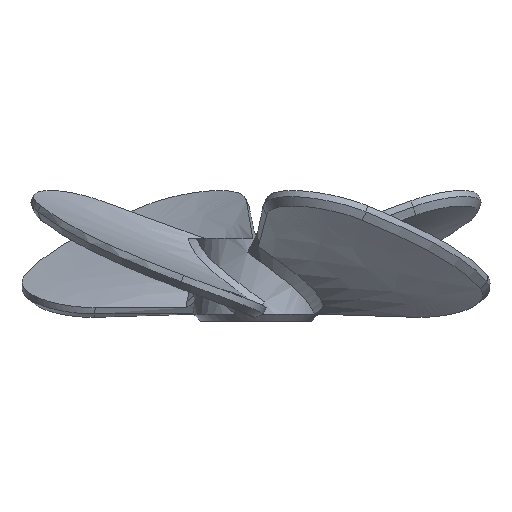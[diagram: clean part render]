
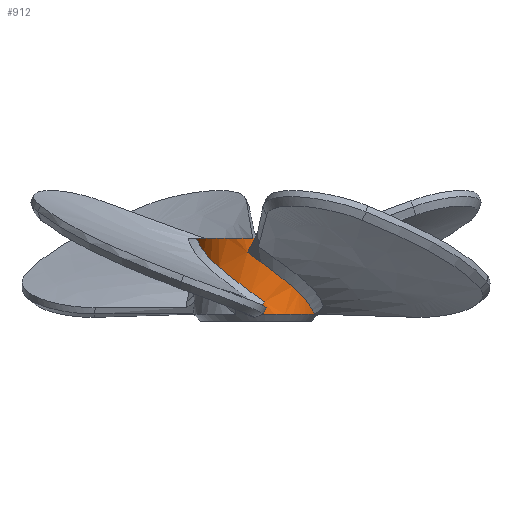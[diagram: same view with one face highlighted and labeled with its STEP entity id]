
A CAD part, front view. The second image highlights one B-rep face of the part: STEP entity #912.
In plain terms, the highlighted free-form (B-spline) face has degree [2, 1] with [3, 2] control points.
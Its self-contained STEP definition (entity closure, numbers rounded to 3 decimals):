
#912 = ADVANCED_FACE('',(#913),#1013,.T.);
#913 = FACE_BOUND('',#914,.T.);
#914 = EDGE_LOOP('',(#915,#926,#934,#957,#966,#975,#983,#1006));
#915 = ORIENTED_EDGE('',*,*,#916,.F.);
#916 = EDGE_CURVE('',#917,#919,#921,.T.);
#917 = VERTEX_POINT('',#918);
#918 = CARTESIAN_POINT('',(-0.278,-11.38,
    -1.267));
#919 = VERTEX_POINT('',#920);
#920 = CARTESIAN_POINT('',(0.708,-11.361,0.));
#921 = B_SPLINE_CURVE_WITH_KNOTS('',3,(#922,#923,#924,#925),
  .UNSPECIFIED.,.F.,.F.,(4,4),(1.04,2.831),
  .PIECEWISE_BEZIER_KNOTS.);
#922 = CARTESIAN_POINT('',(-0.278,-11.38,
    -1.267));
#923 = CARTESIAN_POINT('',(0.052,-11.388,
    -0.846));
#924 = CARTESIAN_POINT('',(0.38,-11.381,-0.423)
  );
#925 = CARTESIAN_POINT('',(0.708,-11.361,
    0.));
#926 = ORIENTED_EDGE('',*,*,#927,.T.);
#927 = EDGE_CURVE('',#917,#928,#930,.T.);
#928 = VERTEX_POINT('',#929);
#929 = CARTESIAN_POINT('',(10.742,-3.767,
    -1.267));
#930 = ( BOUNDED_CURVE() B_SPLINE_CURVE(2,(#931,#932,#933),
.UNSPECIFIED.,.F.,.F.) B_SPLINE_CURVE_WITH_KNOTS((3,3),(4.688,
5.946),.PIECEWISE_BEZIER_KNOTS.) CURVE() 
GEOMETRIC_REPRESENTATION_ITEM() RATIONAL_B_SPLINE_CURVE((1.,
0.809,1.)) REPRESENTATION_ITEM('') );
#931 = CARTESIAN_POINT('',(-0.278,-11.38,
    -1.267));
#932 = CARTESIAN_POINT('',(8.001,-11.582,
    -1.267));
#933 = CARTESIAN_POINT('',(10.742,-3.767,
    -1.267));
#934 = ORIENTED_EDGE('',*,*,#935,.F.);
#935 = EDGE_CURVE('',#936,#928,#938,.T.);
#936 = VERTEX_POINT('',#937);
#937 = CARTESIAN_POINT('',(-1.56,-11.276,
    10.152));
#938 = B_SPLINE_CURVE_WITH_KNOTS('',5,(#939,#940,#941,#942,#943,#944,
    #945,#946,#947,#948,#949,#950,#951,#952,#953,#954,#955,#956),
  .UNSPECIFIED.,.F.,.F.,(6,3,3,3,3,6),(20.536,23.62,
    26.703,38.409,44.254,56.438),
  .UNSPECIFIED.);
#939 = CARTESIAN_POINT('',(-1.56,-11.276,
    10.152));
#940 = CARTESIAN_POINT('',(-1.306,-11.311,
    9.96));
#941 = CARTESIAN_POINT('',(-1.05,-11.339,
    9.767));
#942 = CARTESIAN_POINT('',(-0.79,-11.36,
    9.571));
#943 = CARTESIAN_POINT('',(-0.266,-11.388,
    9.177));
#944 = CARTESIAN_POINT('',(0.265,-11.385,8.779
    ));
#945 = CARTESIAN_POINT('',(0.531,-11.375,8.579
    ));
#946 = CARTESIAN_POINT('',(1.815,-11.293,7.619
    ));
#947 = CARTESIAN_POINT('',(3.11,-11.025,6.653
    ));
#948 = CARTESIAN_POINT('',(4.113,-10.692,5.899
    ));
#949 = CARTESIAN_POINT('',(5.546,-10.022,4.782
    ));
#950 = CARTESIAN_POINT('',(6.829,-9.13,3.679
    ));
#951 = CARTESIAN_POINT('',(7.237,-8.809,3.312
    ));
#952 = CARTESIAN_POINT('',(8.432,-7.756,2.183
    ));
#953 = CARTESIAN_POINT('',(9.413,-6.529,1.057)
  );
#954 = CARTESIAN_POINT('',(9.963,-5.645,0.294
    ));
#955 = CARTESIAN_POINT('',(10.405,-4.727,
    -0.479));
#956 = CARTESIAN_POINT('',(10.742,-3.767,
    -1.267));
#957 = ORIENTED_EDGE('',*,*,#958,.F.);
#958 = EDGE_CURVE('',#959,#936,#961,.T.);
#959 = VERTEX_POINT('',#960);
#960 = CARTESIAN_POINT('',(-0.82,-11.354,
    11.164));
#961 = B_SPLINE_CURVE_WITH_KNOTS('',3,(#962,#963,#964,#965),
  .UNSPECIFIED.,.F.,.F.,(4,4),(0.,1.4),
  .PIECEWISE_BEZIER_KNOTS.);
#962 = CARTESIAN_POINT('',(-0.82,-11.354,
    11.164));
#963 = CARTESIAN_POINT('',(-1.064,-11.336,
    10.824));
#964 = CARTESIAN_POINT('',(-1.311,-11.31,
    10.486));
#965 = CARTESIAN_POINT('',(-1.56,-11.276,
    10.152));
#966 = ORIENTED_EDGE('',*,*,#967,.F.);
#967 = EDGE_CURVE('',#968,#959,#970,.T.);
#968 = VERTEX_POINT('',#969);
#969 = CARTESIAN_POINT('',(0.241,-11.381,
    12.674));
#970 = B_SPLINE_CURVE_WITH_KNOTS('',3,(#971,#972,#973,#974),
  .UNSPECIFIED.,.F.,.F.,(4,4),(0.,2.057),
  .PIECEWISE_BEZIER_KNOTS.);
#971 = CARTESIAN_POINT('',(0.241,-11.381,
    12.674));
#972 = CARTESIAN_POINT('',(-0.108,-11.388,
    12.167));
#973 = CARTESIAN_POINT('',(-0.461,-11.379,
    11.663));
#974 = CARTESIAN_POINT('',(-0.82,-11.354,
    11.164));
#975 = ORIENTED_EDGE('',*,*,#976,.F.);
#976 = EDGE_CURVE('',#977,#968,#979,.T.);
#977 = VERTEX_POINT('',#978);
#978 = CARTESIAN_POINT('',(-10.901,-3.278,
    12.674));
#979 = ( BOUNDED_CURVE() B_SPLINE_CURVE(2,(#980,#981,#982),
.UNSPECIFIED.,.F.,.F.) B_SPLINE_CURVE_WITH_KNOTS((3,3),(3.434,
4.734),.PIECEWISE_BEZIER_KNOTS.) CURVE() 
GEOMETRIC_REPRESENTATION_ITEM() RATIONAL_B_SPLINE_CURVE((1.,
0.796,1.)) REPRESENTATION_ITEM('') );
#980 = CARTESIAN_POINT('',(-10.901,-3.278,
    12.674));
#981 = CARTESIAN_POINT('',(-8.41,-11.564,
    12.674));
#982 = CARTESIAN_POINT('',(0.241,-11.381,
    12.674));
#983 = ORIENTED_EDGE('',*,*,#984,.F.);
#984 = EDGE_CURVE('',#985,#977,#987,.T.);
#985 = VERTEX_POINT('',#986);
#986 = CARTESIAN_POINT('',(1.512,-11.282,1.04
    ));
#987 = B_SPLINE_CURVE_WITH_KNOTS('',5,(#988,#989,#990,#991,#992,#993,
    #994,#995,#996,#997,#998,#999,#1000,#1001,#1002,#1003,#1004,#1005),
  .UNSPECIFIED.,.F.,.F.,(6,3,3,3,3,6),(16.885,19.207,
    23.899,30.913,36.759,53.42),
  .UNSPECIFIED.);
#988 = CARTESIAN_POINT('',(1.512,-11.282,1.04)
  );
#989 = CARTESIAN_POINT('',(1.314,-11.309,1.187
    ));
#990 = CARTESIAN_POINT('',(1.116,-11.331,1.334
    ));
#991 = CARTESIAN_POINT('',(0.916,-11.349,1.482)
  );
#992 = CARTESIAN_POINT('',(0.311,-11.39,1.931
    ));
#993 = CARTESIAN_POINT('',(-0.299,-11.39,
    2.384));
#994 = CARTESIAN_POINT('',(-0.708,-11.372,
    2.688));
#995 = CARTESIAN_POINT('',(-1.73,-11.281,
    3.447));
#996 = CARTESIAN_POINT('',(-2.747,-11.073,
    4.206));
#997 = CARTESIAN_POINT('',(-3.349,-10.906,4.659
    ));
#998 = CARTESIAN_POINT('',(-4.434,-10.524,
    5.485));
#999 = CARTESIAN_POINT('',(-5.465,-10.006,6.302
    ));
#1000 = CARTESIAN_POINT('',(-5.92,-9.744,
    6.672));
#1001 = CARTESIAN_POINT('',(-7.608,-8.637,
    8.091));
#1002 = CARTESIAN_POINT('',(-9.021,-7.18,
    9.498));
#1003 = CARTESIAN_POINT('',(-9.865,-5.949,
    10.541));
#1004 = CARTESIAN_POINT('',(-10.491,-4.643,
    11.601));
#1005 = CARTESIAN_POINT('',(-10.901,-3.278,
    12.674));
#1006 = ORIENTED_EDGE('',*,*,#1007,.F.);
#1007 = EDGE_CURVE('',#919,#985,#1008,.T.);
#1008 = B_SPLINE_CURVE_WITH_KNOTS('',3,(#1009,#1010,#1011,#1012),
  .UNSPECIFIED.,.F.,.F.,(4,4),(0.,1.47),
  .PIECEWISE_BEZIER_KNOTS.);
#1009 = CARTESIAN_POINT('',(0.708,-11.361,0.));
#1010 = CARTESIAN_POINT('',(0.976,-11.344,
    0.347));
#1011 = CARTESIAN_POINT('',(1.244,-11.318,
    0.694));
#1012 = CARTESIAN_POINT('',(1.512,-11.282,1.04
    ));
#1013 = ( BOUNDED_SURFACE() B_SPLINE_SURFACE(2,1,(
    (#1014,#1015)
    ,(#1016,#1017)
    ,(#1018,#1019
)),.UNSPECIFIED.,.F.,.F.,.F.) B_SPLINE_SURFACE_WITH_KNOTS((3,3),(2,2),(
    3.434,5.946),(-6.,5.),.PIECEWISE_BEZIER_KNOTS.) 
GEOMETRIC_REPRESENTATION_ITEM() RATIONAL_B_SPLINE_SURFACE((
    (1.,1.)
    ,(0.31,0.31)
,(1.,1.))) REPRESENTATION_ITEM('') SURFACE() );
#1014 = CARTESIAN_POINT('',(-10.901,-3.278,
    -1.267));
#1015 = CARTESIAN_POINT('',(-10.901,-3.278,
    12.674));
#1016 = CARTESIAN_POINT('',(-0.831,-36.769,
    -1.267));
#1017 = CARTESIAN_POINT('',(-0.831,-36.769,
    12.674));
#1018 = CARTESIAN_POINT('',(10.742,-3.767,
    -1.267));
#1019 = CARTESIAN_POINT('',(10.742,-3.767,
    12.674));
